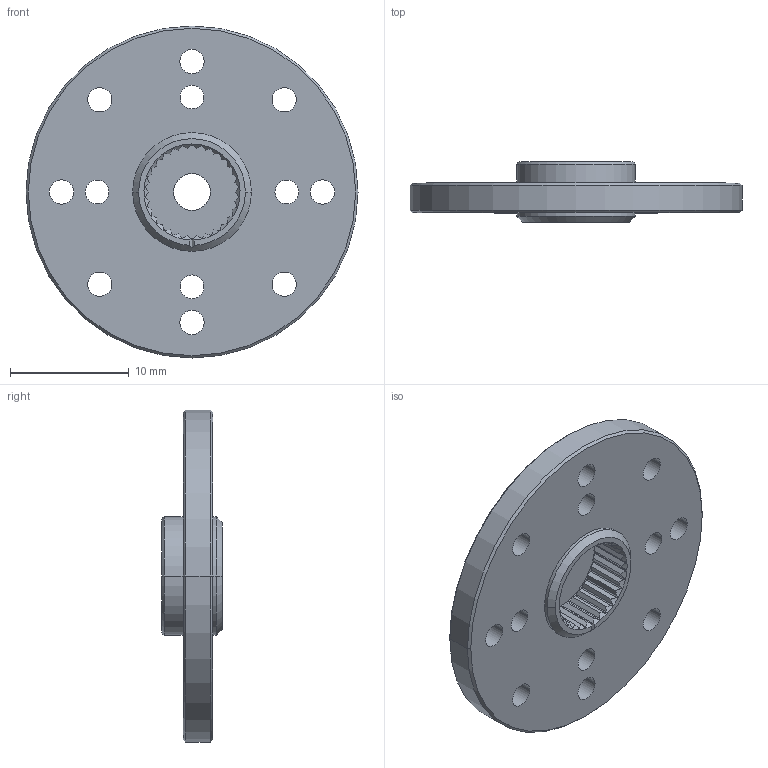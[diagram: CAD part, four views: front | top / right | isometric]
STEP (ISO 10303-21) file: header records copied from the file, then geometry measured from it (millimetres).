
FILE_DESCRIPTION((''),'2;1');
FILE_NAME('HN05_N102','2012-11-06T',('wook jang'),(''),'PRO/ENGINEER BY PARAMETRIC TECHNOLOGY CORPORATION, 2011220','PRO/ENGINEER BY PARAMETRIC TECHNOLOGY CORPORATION, 2011220','');
FILE_SCHEMA(('AUTOMOTIVE_DESIGN_CC2 { 1 2 10303 214 -1 1 5 2 }'));
Length unit declared in the file: millimetre
Products named in the file (1): HN05_N102
Bounding box: 28 x 5.1 x 28 mm (x, y, z)
Volume: 1443.7 mm3; surface area: 1718.2 mm2
Topology: 1 solids, 1 shells, 174 faces, 474 edges, 301 vertices
Faces by surface type: plane 67, cylinder 64, cone 43
Entity records: 7293 total; most frequent: CARTESIAN_POINT 1625, ORIENTED_EDGE 936, DIRECTION 739, PRESENTATION_STYLE_ASSIGNMENT 469, STYLED_ITEM 469, CURVE_STYLE 468, EDGE_CURVE 468, VERTEX_POINT 301
